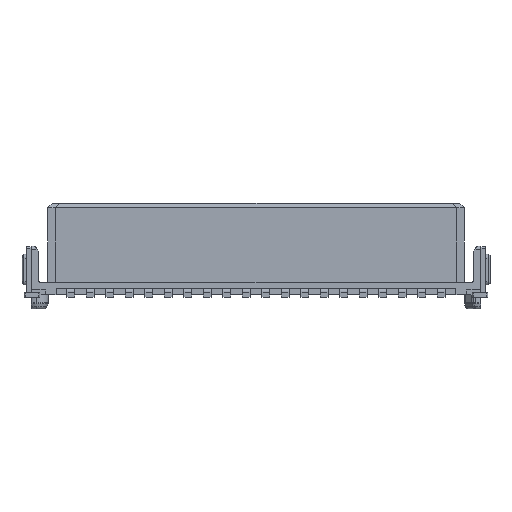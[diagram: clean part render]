
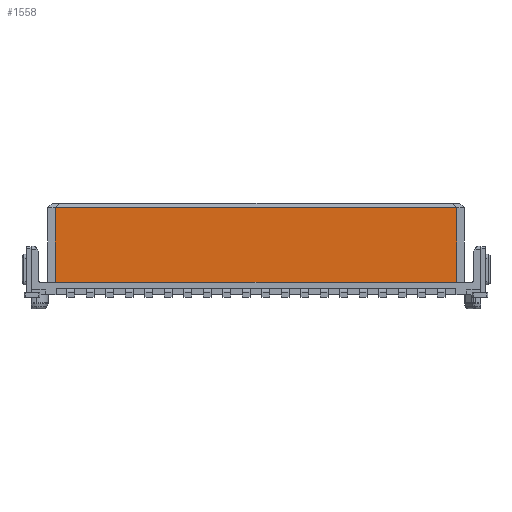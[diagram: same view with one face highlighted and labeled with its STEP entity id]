
A CAD part, front view. The second image highlights one B-rep face of the part: STEP entity #1558.
In plain terms, the highlighted planar face has unit normal (0, -1, 0).
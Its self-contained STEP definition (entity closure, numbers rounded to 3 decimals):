
#1531=AXIS2_PLACEMENT_3D('Plane Axis2P3D',#1528,#1529,#1530) ;
#49=CARTESIAN_POINT('Vertex',(2.165,2.175,6.58)) ;
#52=CARTESIAN_POINT('Line Origine',(15.24,2.175,6.58)) ;
#56=CARTESIAN_POINT('Vertex',(28.315,2.175,6.58)) ;
#1528=CARTESIAN_POINT('Axis2P3D Location',(28.415,2.175,1.63)) ;
#1533=CARTESIAN_POINT('Line Origine',(15.24,2.175,1.73)) ;
#1537=CARTESIAN_POINT('Vertex',(2.165,2.175,1.73)) ;
#1539=CARTESIAN_POINT('Vertex',(28.315,2.175,1.73)) ;
#1542=CARTESIAN_POINT('Line Origine',(28.315,2.175,4.155)) ;
#1547=CARTESIAN_POINT('Line Origine',(2.165,2.175,4.155)) ;
#53=DIRECTION('Vector Direction',(-1.,0.,0.)) ;
#1529=DIRECTION('Axis2P3D Direction',(0.,-1.,0.)) ;
#1530=DIRECTION('Axis2P3D XDirection',(0.,0.,1.)) ;
#1534=DIRECTION('Vector Direction',(1.,0.,0.)) ;
#1543=DIRECTION('Vector Direction',(0.,0.,1.)) ;
#1548=DIRECTION('Vector Direction',(0.,0.,-1.)) ;
#54=VECTOR('Line Direction',#53,1.) ;
#1535=VECTOR('Line Direction',#1534,1.) ;
#1544=VECTOR('Line Direction',#1543,1.) ;
#1549=VECTOR('Line Direction',#1548,1.) ;
#1553=ORIENTED_EDGE('',*,*,#1541,.T.) ;
#1554=ORIENTED_EDGE('',*,*,#1546,.T.) ;
#1555=ORIENTED_EDGE('',*,*,#58,.T.) ;
#1556=ORIENTED_EDGE('',*,*,#1551,.T.) ;
#1558=ADVANCED_FACE('Hauptk\X2\00F6\X0\rper',(#1557),#1532,.T.) ;
#58=EDGE_CURVE('',#57,#50,#55,.T.) ;
#1541=EDGE_CURVE('',#1538,#1540,#1536,.T.) ;
#1546=EDGE_CURVE('',#1540,#57,#1545,.T.) ;
#1551=EDGE_CURVE('',#50,#1538,#1550,.T.) ;
#1552=EDGE_LOOP('',(#1553,#1554,#1555,#1556)) ;
#1557=FACE_OUTER_BOUND('',#1552,.T.) ;
#55=LINE('Line',#52,#54) ;
#1536=LINE('Line',#1533,#1535) ;
#1545=LINE('Line',#1542,#1544) ;
#1550=LINE('Line',#1547,#1549) ;
#1532=PLANE('',#1531) ;
#50=VERTEX_POINT('',#49) ;
#57=VERTEX_POINT('',#56) ;
#1538=VERTEX_POINT('',#1537) ;
#1540=VERTEX_POINT('',#1539) ;
